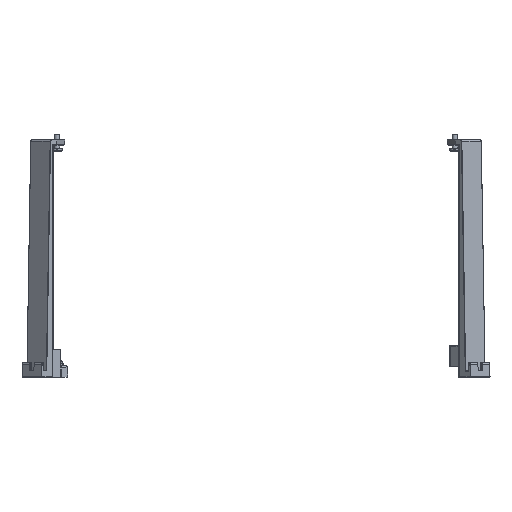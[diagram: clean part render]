
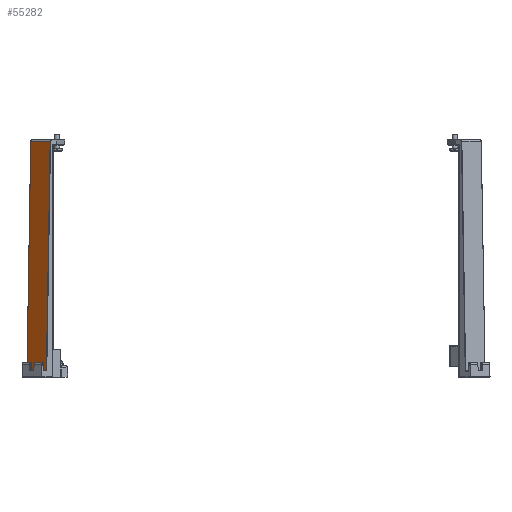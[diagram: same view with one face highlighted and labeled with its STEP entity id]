
A CAD part, front view. The second image highlights one B-rep face of the part: STEP entity #55282.
In plain terms, the highlighted planar face has unit normal (-0.707, -0.707, 0.023).
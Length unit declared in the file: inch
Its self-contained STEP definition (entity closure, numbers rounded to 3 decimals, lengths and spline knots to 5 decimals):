
#4154 = DIRECTION ( 'NONE',  ( 0.016, 0.016, 1. ) ) ;
#6406 = ORIENTED_EDGE ( 'NONE', *, *, #83062, .T. ) ;
#7899 = DIRECTION ( 'NONE',  ( 0.016, 0.016, 1. ) ) ;
#12777 = DIRECTION ( 'NONE',  ( -0.707, 0.707, 0. ) ) ;
#14712 = LINE ( 'NONE', #44090, #106370 ) ;
#19142 = EDGE_LOOP ( 'NONE', ( #31967, #6406, #117445, #112705 ) ) ;
#31967 = ORIENTED_EDGE ( 'NONE', *, *, #47614, .T. ) ;
#32721 = VERTEX_POINT ( 'NONE', #106146 ) ;
#36785 = VERTEX_POINT ( 'NONE', #86720 ) ;
#44090 = CARTESIAN_POINT ( 'NONE',  ( -7.71544, -9.71594, -0.58961 ) ) ;
#45840 = CARTESIAN_POINT ( 'NONE',  ( -7.50353, -10.1971, -8.799 ) ) ;
#47614 = EDGE_CURVE ( 'NONE', #36785, #123856, #14712, .T. ) ;
#49864 = LINE ( 'NONE', #100478, #78315 ) ;
#51463 = EDGE_CURVE ( 'NONE', #113942, #36785, #64028, .T. ) ;
#55282 = ADVANCED_FACE ( 'NONE', ( #57805 ), #118959, .T. ) ;
#57423 = AXIS2_PLACEMENT_3D ( 'NONE', #58469, #99103, #7899 ) ;
#57805 = FACE_OUTER_BOUND ( 'NONE', #19142, .T. ) ;
#58469 = CARTESIAN_POINT ( 'NONE',  ( -7.71448, -9.71498, -0.531 ) ) ;
#63951 = CARTESIAN_POINT ( 'NONE',  ( -7.85016, -9.85077, -8.799 ) ) ;
#64028 = LINE ( 'NONE', #104661, #105382 ) ;
#68465 = DIRECTION ( 'NONE',  ( -0.016, -0.016, -1. ) ) ;
#77986 = VECTOR ( 'NONE', #83287, 39.37008 ) ;
#78315 = VECTOR ( 'NONE', #68465, 39.37008 ) ;
#83062 = EDGE_CURVE ( 'NONE', #123856, #32721, #49864, .T. ) ;
#83287 = DIRECTION ( 'NONE',  ( 0.707, -0.707, 0. ) ) ;
#86720 = CARTESIAN_POINT ( 'NONE',  ( -7.36881, -10.06227, -0.58961 ) ) ;
#90036 = CARTESIAN_POINT ( 'NONE',  ( -8.06207, -9.3696, -0.58961 ) ) ;
#99103 = DIRECTION ( 'NONE',  ( -0.707, -0.707, 0.023 ) ) ;
#100478 = CARTESIAN_POINT ( 'NONE',  ( -8.06111, -9.36864, -0.531 ) ) ;
#104661 = CARTESIAN_POINT ( 'NONE',  ( -7.36785, -10.06131, -0.531 ) ) ;
#105382 = VECTOR ( 'NONE', #4154, 39.37008 ) ;
#106146 = CARTESIAN_POINT ( 'NONE',  ( -8.19678, -9.50443, -8.799 ) ) ;
#106370 = VECTOR ( 'NONE', #12777, 39.37008 ) ;
#109370 = EDGE_CURVE ( 'NONE', #32721, #113942, #112575, .T. ) ;
#112575 = LINE ( 'NONE', #63951, #77986 ) ;
#112705 = ORIENTED_EDGE ( 'NONE', *, *, #51463, .T. ) ;
#113942 = VERTEX_POINT ( 'NONE', #45840 ) ;
#117445 = ORIENTED_EDGE ( 'NONE', *, *, #109370, .T. ) ;
#118959 = PLANE ( 'NONE',  #57423 ) ;
#123856 = VERTEX_POINT ( 'NONE', #90036 ) ;
